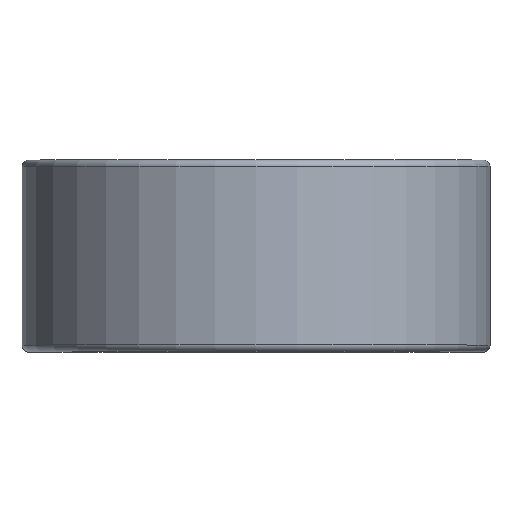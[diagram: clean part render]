
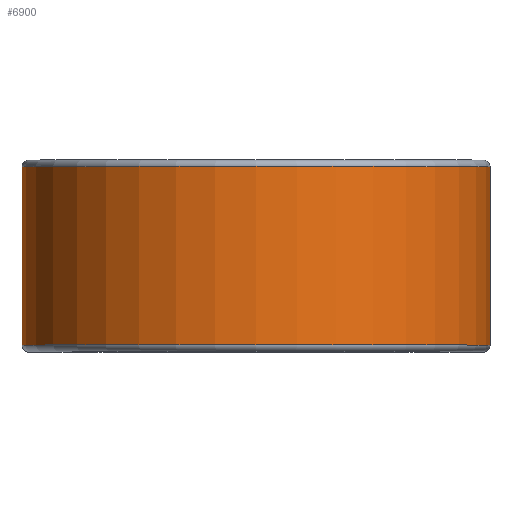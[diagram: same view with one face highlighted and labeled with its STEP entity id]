
A CAD part, top view. The second image highlights one B-rep face of the part: STEP entity #6900.
In plain terms, the highlighted cylindrical face has radius 17.45 mm (diameter 34.9 mm), a partial arc.
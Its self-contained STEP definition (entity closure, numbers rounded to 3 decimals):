
#54=CYLINDRICAL_SURFACE('',#7188,17.45);
#76=CIRCLE('',#7159,17.45);
#80=CIRCLE('',#7169,17.45);
#726=FACE_OUTER_BOUND('',#1136,.T.);
#1136=EDGE_LOOP('',(#6328,#6329,#6330,#6331));
#1815=LINE('',#12788,#2484);
#1816=LINE('',#12789,#2485);
#2484=VECTOR('',#8401,10.);
#2485=VECTOR('',#8402,10.);
#3394=VERTEX_POINT('',#12714);
#3395=VERTEX_POINT('',#12718);
#3397=VERTEX_POINT('',#12731);
#3399=VERTEX_POINT('',#12737);
#4358=EDGE_CURVE('',#3394,#3395,#76,.T.);
#4369=EDGE_CURVE('',#3397,#3399,#80,.T.);
#4394=EDGE_CURVE('',#3394,#3399,#1815,.T.);
#4395=EDGE_CURVE('',#3395,#3397,#1816,.T.);
#6328=ORIENTED_EDGE('',*,*,#4358,.F.);
#6329=ORIENTED_EDGE('',*,*,#4394,.T.);
#6330=ORIENTED_EDGE('',*,*,#4369,.F.);
#6331=ORIENTED_EDGE('',*,*,#4395,.F.);
#6900=ADVANCED_FACE('',(#726),#54,.T.);
#7159=AXIS2_PLACEMENT_3D('',#12720,#8316,#8317);
#7169=AXIS2_PLACEMENT_3D('',#12741,#8342,#8343);
#7188=AXIS2_PLACEMENT_3D('',#12787,#8399,#8400);
#8316=DIRECTION('center_axis',(0.,-1.,0.));
#8317=DIRECTION('ref_axis',(0.,0.,1.));
#8342=DIRECTION('center_axis',(0.,1.,0.));
#8343=DIRECTION('ref_axis',(0.,0.,1.));
#8399=DIRECTION('center_axis',(0.,1.,0.));
#8400=DIRECTION('ref_axis',(-1.,0.,0.));
#8401=DIRECTION('',(0.,1.,0.));
#8402=DIRECTION('',(0.,1.,0.));
#12714=CARTESIAN_POINT('',(17.45,-6.65,17.45));
#12718=CARTESIAN_POINT('',(-17.45,-6.65,17.45));
#12720=CARTESIAN_POINT('Origin',(0.,-6.65,17.45));
#12731=CARTESIAN_POINT('',(-17.45,6.65,17.45));
#12737=CARTESIAN_POINT('',(17.45,6.65,17.45));
#12741=CARTESIAN_POINT('Origin',(0.,6.65,17.45));
#12787=CARTESIAN_POINT('Origin',(0.,0.,17.45));
#12788=CARTESIAN_POINT('',(17.45,0.,17.45));
#12789=CARTESIAN_POINT('',(-17.45,0.,17.45));
